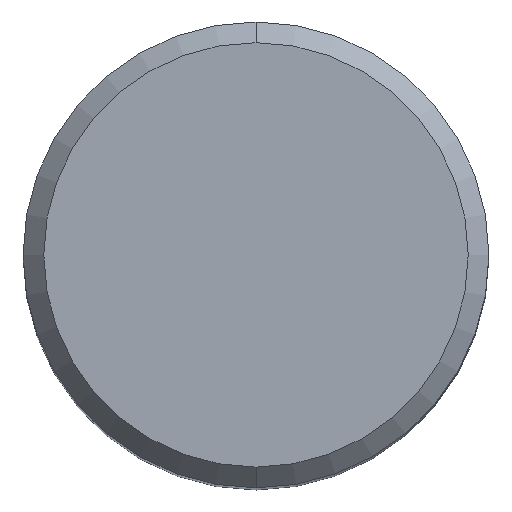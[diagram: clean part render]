
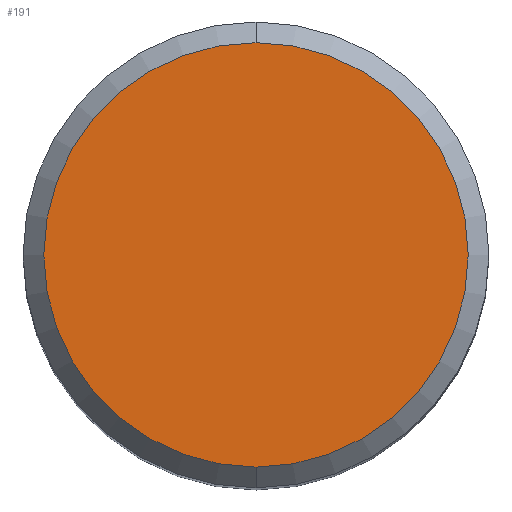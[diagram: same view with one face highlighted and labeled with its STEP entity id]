
A CAD part, top view. The second image highlights one B-rep face of the part: STEP entity #191.
In plain terms, the highlighted planar face has unit normal (0, 0, 1).
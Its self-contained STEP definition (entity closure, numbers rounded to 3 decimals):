
#99=VERTEX_POINT('',#250);
#115=VERTEX_POINT('',#270);
#133=EDGE_CURVE('',#115,#99,#288,.T.);
#185=EDGE_CURVE('',#99,#115,#348,.T.);
#191=ADVANCED_FACE('',(#354),#355,.T.);
#250=CARTESIAN_POINT('',(0.0,8.2,0.0));
#270=CARTESIAN_POINT('',(0.,-8.2,0.0));
#288=CIRCLE('',#462,8.2);
#348=CIRCLE('',#535,8.2);
#354=FACE_OUTER_BOUND('',#543,.T.);
#355=PLANE('',#544);
#462=AXIS2_PLACEMENT_3D('',#651,#652,#653);
#535=AXIS2_PLACEMENT_3D('',#739,#740,#741);
#543=EDGE_LOOP('',(#744,#745));
#544=AXIS2_PLACEMENT_3D('',#746,#747,#748);
#651=CARTESIAN_POINT('',(0.0,0.0,0.0));
#652=DIRECTION('',(0.0,0.0,-1.0));
#653=DIRECTION('',(0.0,1.0,0.0));
#739=CARTESIAN_POINT('',(0.0,0.0,0.0));
#740=DIRECTION('',(0.0,0.0,-1.0));
#741=DIRECTION('',(0.0,1.0,0.0));
#744=ORIENTED_EDGE('',*,*,#185,.F.);
#745=ORIENTED_EDGE('',*,*,#133,.F.);
#746=CARTESIAN_POINT('',(0.0,4.1,0.0));
#747=DIRECTION('',(-0.0,0.0,1.0));
#748=DIRECTION('',(0.0,-1.0,0.0));
